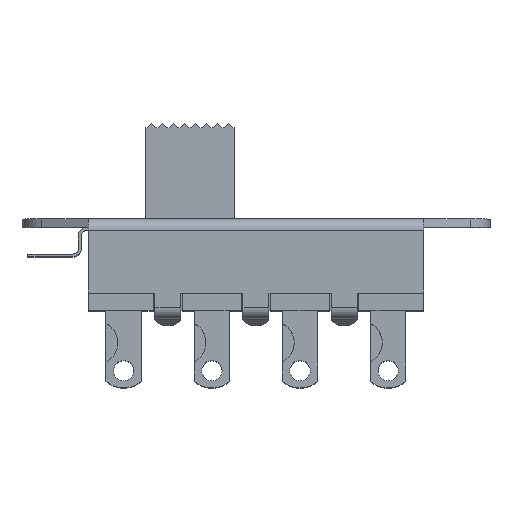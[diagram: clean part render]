
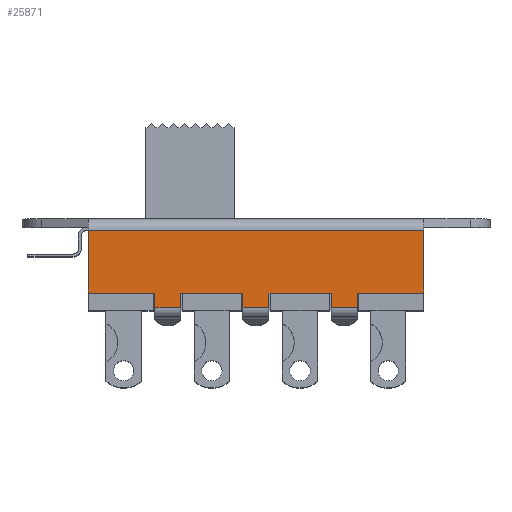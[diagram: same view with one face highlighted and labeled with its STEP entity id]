
A CAD part, top view. The second image highlights one B-rep face of the part: STEP entity #25871.
In plain terms, the highlighted planar face has unit normal (0, 0, 1).
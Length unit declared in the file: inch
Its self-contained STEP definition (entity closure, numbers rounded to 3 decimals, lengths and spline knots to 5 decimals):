
#2350=FACE_OUTER_BOUND('',#3651,.T.);
#3651=EDGE_LOOP('',(#21811,#21812,#21813,#21814,#21815,#21816,#21817,#21818,
#21819,#21820,#21821,#21822,#21823,#21824,#21825,#21826));
#6017=LINE('',#40695,#8859);
#6024=LINE('',#40741,#8866);
#6030=LINE('',#40780,#8872);
#6271=LINE('',#41450,#9113);
#6274=LINE('',#41457,#9116);
#6285=LINE('',#41477,#9127);
#6287=LINE('',#41482,#9129);
#6289=LINE('',#41487,#9131);
#6292=LINE('',#41497,#9134);
#6301=LINE('',#41546,#9143);
#6303=LINE('',#41581,#9145);
#6304=LINE('',#41583,#9146);
#6305=LINE('',#41585,#9147);
#6307=LINE('',#41593,#9149);
#6308=LINE('',#41596,#9150);
#6333=LINE('',#41672,#9175);
#8859=VECTOR('',#33035,0.3937);
#8866=VECTOR('',#33048,0.3937);
#8872=VECTOR('',#33058,0.3937);
#9113=VECTOR('',#33601,0.3937);
#9116=VECTOR('',#33606,0.3937);
#9127=VECTOR('',#33623,0.3937);
#9129=VECTOR('',#33627,0.3937);
#9131=VECTOR('',#33635,0.3937);
#9134=VECTOR('',#33646,0.3937);
#9143=VECTOR('',#33665,0.3937);
#9145=VECTOR('',#33669,0.3937);
#9146=VECTOR('',#33672,0.3937);
#9147=VECTOR('',#33675,0.3937);
#9149=VECTOR('',#33683,0.3937);
#9150=VECTOR('',#33686,0.3937);
#9175=VECTOR('',#33765,0.3937);
#11342=VERTEX_POINT('',#40692);
#11343=VERTEX_POINT('',#40694);
#11350=VERTEX_POINT('',#40738);
#11351=VERTEX_POINT('',#40740);
#11357=VERTEX_POINT('',#40777);
#11358=VERTEX_POINT('',#40779);
#11540=VERTEX_POINT('',#41448);
#11542=VERTEX_POINT('',#41454);
#11543=VERTEX_POINT('',#41456);
#11550=VERTEX_POINT('',#41479);
#11551=VERTEX_POINT('',#41481);
#11553=VERTEX_POINT('',#41495);
#11554=VERTEX_POINT('',#41496);
#11557=VERTEX_POINT('',#41545);
#11560=VERTEX_POINT('',#41591);
#11561=VERTEX_POINT('',#41595);
#14672=EDGE_CURVE('',#11343,#11342,#6017,.T.);
#14683=EDGE_CURVE('',#11351,#11350,#6024,.T.);
#14692=EDGE_CURVE('',#11358,#11357,#6030,.T.);
#14995=EDGE_CURVE('',#11540,#11342,#6271,.T.);
#14998=EDGE_CURVE('',#11543,#11542,#6274,.T.);
#15010=EDGE_CURVE('',#11543,#11357,#6285,.T.);
#15012=EDGE_CURVE('',#11551,#11550,#6287,.T.);
#15015=EDGE_CURVE('',#11551,#11350,#6289,.T.);
#15018=EDGE_CURVE('',#11553,#11554,#6292,.T.);
#15027=EDGE_CURVE('',#11557,#11351,#6301,.T.);
#15029=EDGE_CURVE('',#11542,#11343,#6303,.T.);
#15030=EDGE_CURVE('',#11540,#11553,#6304,.T.);
#15031=EDGE_CURVE('',#11550,#11358,#6305,.T.);
#15035=EDGE_CURVE('',#11554,#11560,#6307,.T.);
#15036=EDGE_CURVE('',#11561,#11557,#6308,.T.);
#15075=EDGE_CURVE('',#11560,#11561,#6333,.T.);
#21811=ORIENTED_EDGE('',*,*,#15010,.F.);
#21812=ORIENTED_EDGE('',*,*,#14998,.T.);
#21813=ORIENTED_EDGE('',*,*,#15029,.T.);
#21814=ORIENTED_EDGE('',*,*,#14672,.T.);
#21815=ORIENTED_EDGE('',*,*,#14995,.F.);
#21816=ORIENTED_EDGE('',*,*,#15030,.T.);
#21817=ORIENTED_EDGE('',*,*,#15018,.T.);
#21818=ORIENTED_EDGE('',*,*,#15035,.T.);
#21819=ORIENTED_EDGE('',*,*,#15075,.T.);
#21820=ORIENTED_EDGE('',*,*,#15036,.T.);
#21821=ORIENTED_EDGE('',*,*,#15027,.T.);
#21822=ORIENTED_EDGE('',*,*,#14683,.T.);
#21823=ORIENTED_EDGE('',*,*,#15015,.F.);
#21824=ORIENTED_EDGE('',*,*,#15012,.T.);
#21825=ORIENTED_EDGE('',*,*,#15031,.T.);
#21826=ORIENTED_EDGE('',*,*,#14692,.T.);
#23472=PLANE('',#27714);
#25871=ADVANCED_FACE('',(#2350),#23472,.T.);
#27714=AXIS2_PLACEMENT_3D('',#41671,#33763,#33764);
#33035=DIRECTION('',(0.,-1.,0.));
#33048=DIRECTION('',(0.,-1.,0.));
#33058=DIRECTION('',(0.,-1.,0.));
#33601=DIRECTION('',(-1.,0.,0.));
#33606=DIRECTION('',(0.,1.,0.));
#33623=DIRECTION('',(-1.,0.,0.));
#33627=DIRECTION('',(0.,1.,0.));
#33635=DIRECTION('',(-1.,0.,0.));
#33646=DIRECTION('',(1.,0.,0.));
#33665=DIRECTION('',(1.,0.,0.));
#33669=DIRECTION('',(1.,0.,0.));
#33672=DIRECTION('',(0.,1.,0.));
#33675=DIRECTION('',(1.,0.,0.));
#33683=DIRECTION('',(0.,1.,0.));
#33686=DIRECTION('',(0.,-1.,0.));
#33763=DIRECTION('center_axis',(0.,0.,
1.));
#33764=DIRECTION('ref_axis',(0.,-1.,0.));
#33765=DIRECTION('',(-1.,0.,0.));
#40692=CARTESIAN_POINT('',(0.93793,-0.49837,0.02809));
#40694=CARTESIAN_POINT('',(0.93793,-0.44637,0.02809));
#40695=CARTESIAN_POINT('',(0.93793,-0.09737,0.02809));
#40738=CARTESIAN_POINT('',(0.31393,-0.49837,0.02809));
#40740=CARTESIAN_POINT('',(0.31393,-0.44637,0.02809));
#40741=CARTESIAN_POINT('',(0.31393,-0.09737,0.02809));
#40777=CARTESIAN_POINT('',(0.62593,-0.49837,0.02809));
#40779=CARTESIAN_POINT('',(0.62593,-0.44637,0.02809));
#40780=CARTESIAN_POINT('',(0.62593,-0.09737,0.02809));
#41448=CARTESIAN_POINT('',(1.02993,-0.49837,0.02809));
#41450=CARTESIAN_POINT('',(0.25793,-0.49837,0.02809));
#41454=CARTESIAN_POINT('',(0.71793,-0.44637,0.02809));
#41456=CARTESIAN_POINT('',(0.71793,-0.49837,0.02809));
#41457=CARTESIAN_POINT('',(0.71793,-0.15237,0.02809));
#41477=CARTESIAN_POINT('',(0.25793,-0.49837,0.02809));
#41479=CARTESIAN_POINT('',(0.40593,-0.44637,0.02809));
#41481=CARTESIAN_POINT('',(0.40593,-0.49837,0.02809));
#41482=CARTESIAN_POINT('',(0.40593,-0.15237,0.02809));
#41487=CARTESIAN_POINT('',(0.25793,-0.49837,0.02809));
#41495=CARTESIAN_POINT('',(1.02993,-0.44637,0.02809));
#41496=CARTESIAN_POINT('',(1.26593,-0.44637,0.02809));
#41497=CARTESIAN_POINT('',(0.43693,-0.44637,0.02809));
#41545=CARTESIAN_POINT('',(0.07793,-0.44637,0.02809));
#41546=CARTESIAN_POINT('',(-0.06028,-0.44637,0.02809));
#41581=CARTESIAN_POINT('',(0.28093,-0.44637,0.02809));
#41583=CARTESIAN_POINT('',(1.02993,-0.15237,0.02809));
#41585=CARTESIAN_POINT('',(0.12493,-0.44637,0.02809));
#41591=CARTESIAN_POINT('',(1.26593,-0.22407,0.02809));
#41593=CARTESIAN_POINT('',(1.26593,0.03378,0.02809));
#41595=CARTESIAN_POINT('',(0.07793,-0.22407,0.02809));
#41596=CARTESIAN_POINT('',(0.07793,0.03378,0.02809));
#41671=CARTESIAN_POINT('Origin',(-0.15607,0.25163,0.02809));
#41672=CARTESIAN_POINT('',(0.25793,-0.22407,0.02809));
